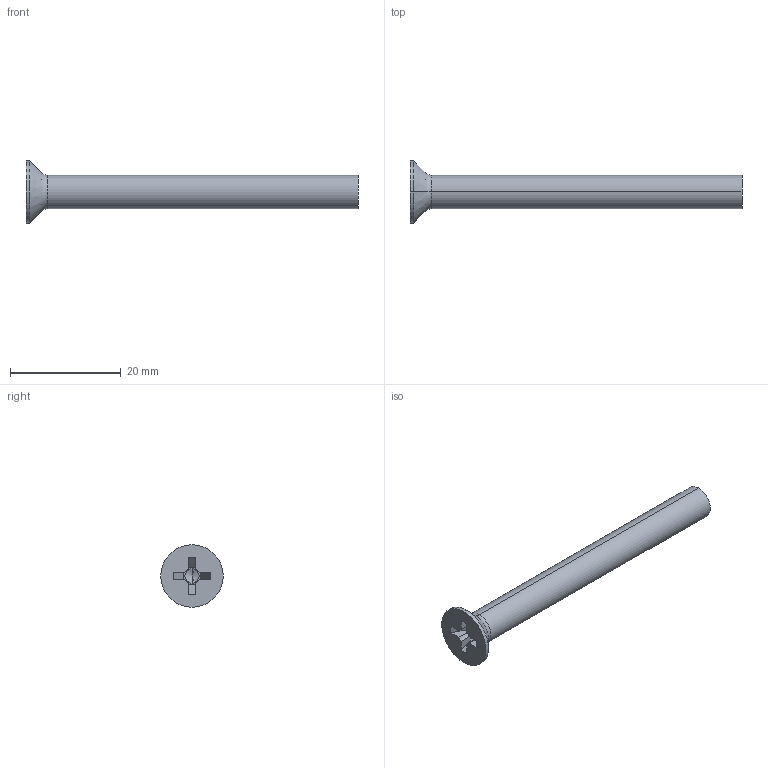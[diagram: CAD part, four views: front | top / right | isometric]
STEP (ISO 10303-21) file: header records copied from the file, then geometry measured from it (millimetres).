
FILE_DESCRIPTION (( 'STEP AP203' ), '1' );
FILE_NAME ('countersunk flat head cross recess screw_iso(6ea).STEP', '2019-08-13T04:22:09', ( '' ), ( '' ), 'SwSTEP 2.0', 'SolidWorks 2019', '' );
FILE_SCHEMA (( 'CONFIG_CONTROL_DESIGN' ));
Length unit declared in the file: millimetre
Products named in the file (2): countersunk flat head cross recess screw_iso(6ea)
Bounding box: 60 x 11.3 x 11.3 mm (x, y, z)
Volume: 1786.3 mm3; surface area: 1376.8 mm2
Topology: 1 solids, 1 shells, 32 faces, 76 edges, 45 vertices
Faces by surface type: plane 18, cone 8, cylinder 4, torus 2
Entity records: 1063 total; most frequent: CARTESIAN_POINT 177, DIRECTION 160, ORIENTED_EDGE 148, EDGE_CURVE 74, AXIS2_PLACEMENT_3D 60, VERTEX_POINT 45, VECTOR 40, LINE 40
